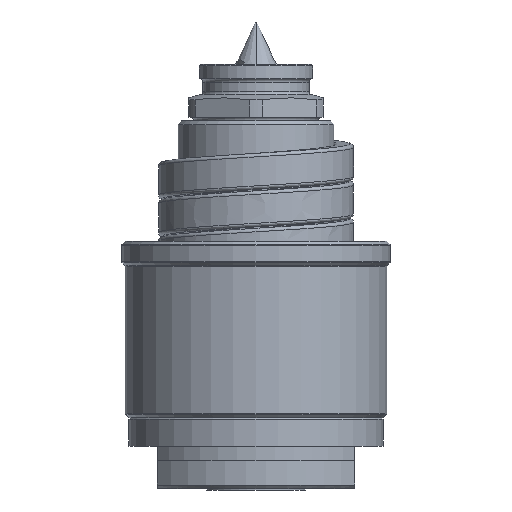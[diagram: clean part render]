
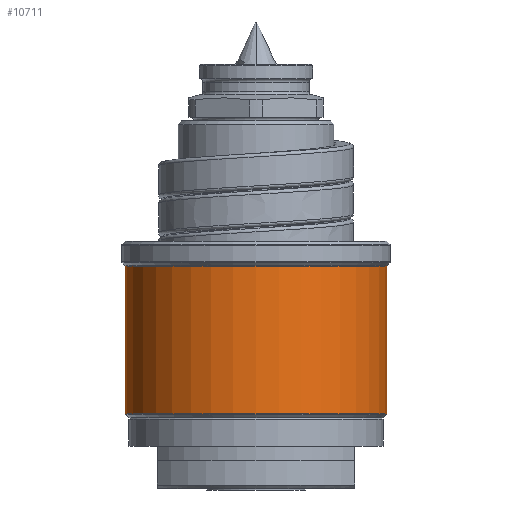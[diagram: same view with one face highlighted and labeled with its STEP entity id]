
A CAD part, front view. The second image highlights one B-rep face of the part: STEP entity #10711.
In plain terms, the highlighted cylindrical face has radius 18.5 mm (diameter 37 mm), a partial arc.
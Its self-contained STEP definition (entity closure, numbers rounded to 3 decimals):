
#3694=CARTESIAN_POINT('',(0.,0.,10.583));
#3695=DIRECTION('',(0.,0.,1.));
#3696=DIRECTION('',(-1.,0.,0.));
#3697=AXIS2_PLACEMENT_3D('',#3694,#3695,#3696);
#3699=DIRECTION('',(0.,0.,-1.));
#3700=VECTOR('',#3699,20.834);
#3701=CARTESIAN_POINT('',(-18.5,0.,31.417));
#3702=LINE('',#3701,#3700);
#3703=CARTESIAN_POINT('',(0.,0.,31.417));
#3704=DIRECTION('',(0.,0.,1.));
#3705=DIRECTION('',(-1.,0.,0.));
#3706=AXIS2_PLACEMENT_3D('',#3703,#3704,#3705);
#3708=DIRECTION('',(0.,0.,-1.));
#3709=VECTOR('',#3708,20.834);
#3710=CARTESIAN_POINT('',(18.5,0.,31.417));
#3711=LINE('',#3710,#3709);
#5516=CARTESIAN_POINT('',(18.5,0.,31.417));
#5517=CARTESIAN_POINT('',(-18.5,0.,31.417));
#5518=VERTEX_POINT('',#5516);
#5519=VERTEX_POINT('',#5517);
#5542=CARTESIAN_POINT('',(18.5,0.,10.583));
#5543=VERTEX_POINT('',#5542);
#5544=CARTESIAN_POINT('',(-18.5,0.,10.583));
#5545=VERTEX_POINT('',#5544);
#10699=CARTESIAN_POINT('',(0.,0.,8.75));
#10700=DIRECTION('',(0.,0.,1.));
#10701=DIRECTION('',(-1.,0.,0.));
#10702=AXIS2_PLACEMENT_3D('',#10699,#10700,#10701);
#10703=CYLINDRICAL_SURFACE('',#10702,18.5);
#10704=ORIENTED_EDGE('',*,*,#8404,.F.);
#10705=ORIENTED_EDGE('',*,*,#8385,.F.);
#10707=ORIENTED_EDGE('',*,*,#10706,.T.);
#10708=ORIENTED_EDGE('',*,*,#8381,.T.);
#10709=EDGE_LOOP('',(#10704,#10705,#10707,#10708));
#10710=FACE_OUTER_BOUND('',#10709,.F.);
#3698=CIRCLE('',#3697,18.5);
#3707=CIRCLE('',#3706,18.5);
#8381=EDGE_CURVE('',#5518,#5543,#3711,.T.);
#8385=EDGE_CURVE('',#5519,#5545,#3702,.T.);
#8404=EDGE_CURVE('',#5545,#5543,#3698,.T.);
#10706=EDGE_CURVE('',#5519,#5518,#3707,.T.);
#10711=ADVANCED_FACE('',(#10710),#10703,.T.);
